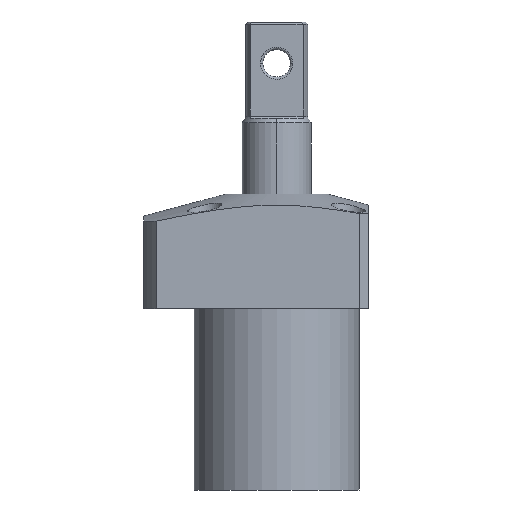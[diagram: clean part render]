
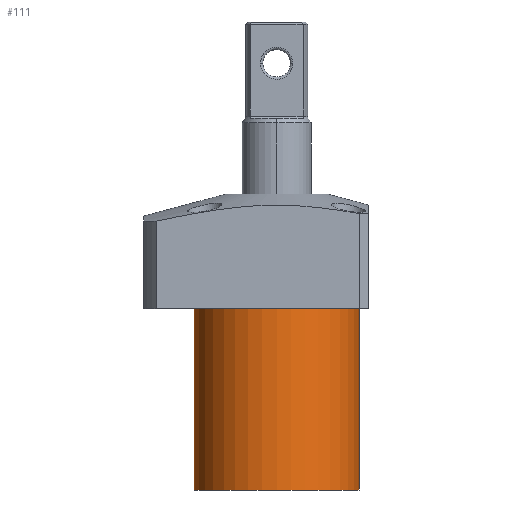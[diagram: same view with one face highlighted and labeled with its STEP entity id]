
A CAD part, front view. The second image highlights one B-rep face of the part: STEP entity #111.
In plain terms, the highlighted cylindrical face has radius 18 mm (diameter 36 mm), a partial arc.
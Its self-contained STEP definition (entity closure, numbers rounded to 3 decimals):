
#111 = ADVANCED_FACE ( 'NONE', ( #2883 ), #3032, .T. ) ;
#162 = EDGE_CURVE ( 'NONE', #1505, #1868, #2659, .T. ) ;
#264 = EDGE_CURVE ( 'NONE', #1868, #1682, #1566, .T. ) ;
#538 = VERTEX_POINT ( 'NONE', #2163 ) ;
#541 = CARTESIAN_POINT ( 'NONE',  ( 18., 0., 0. ) ) ;
#676 = AXIS2_PLACEMENT_3D ( 'NONE', #1399, #1147, #915 ) ;
#831 = CARTESIAN_POINT ( 'NONE',  ( 0., 0., -39.5 ) ) ;
#915 = DIRECTION ( 'NONE',  ( 1., 0., 0. ) ) ;
#938 = VECTOR ( 'NONE', #2775, 1000. ) ;
#985 = DIRECTION ( 'NONE',  ( 1., 0., 0. ) ) ;
#1040 = EDGE_LOOP ( 'NONE', ( #3062, #2929, #2279, #3105 ) ) ;
#1123 = CIRCLE ( 'NONE', #1401, 18. ) ;
#1147 = DIRECTION ( 'NONE',  ( 0., 0., -1. ) ) ;
#1202 = DIRECTION ( 'NONE',  ( 0., 0., 1. ) ) ;
#1399 = CARTESIAN_POINT ( 'NONE',  ( 0., 0., 0. ) ) ;
#1401 = AXIS2_PLACEMENT_3D ( 'NONE', #2409, #1202, #985 ) ;
#1505 = VERTEX_POINT ( 'NONE', #1933 ) ;
#1566 = CIRCLE ( 'NONE', #676, 18. ) ;
#1682 = VERTEX_POINT ( 'NONE', #2143 ) ;
#1808 = DIRECTION ( 'NONE',  ( 1., 0., 0. ) ) ;
#1868 = VERTEX_POINT ( 'NONE', #541 ) ;
#1891 = DIRECTION ( 'NONE',  ( 0., 0., 1. ) ) ;
#1933 = CARTESIAN_POINT ( 'NONE',  ( 18., 0., -39.5 ) ) ;
#1934 = EDGE_CURVE ( 'NONE', #538, #1682, #2506, .T. ) ;
#2121 = CARTESIAN_POINT ( 'NONE',  ( -18., 0., -39.5 ) ) ;
#2143 = CARTESIAN_POINT ( 'NONE',  ( -18., 0., 0. ) ) ;
#2163 = CARTESIAN_POINT ( 'NONE',  ( -18., 0., -39.5 ) ) ;
#2279 = ORIENTED_EDGE ( 'NONE', *, *, #162, .T. ) ;
#2291 = CARTESIAN_POINT ( 'NONE',  ( 18., 0., -39.5 ) ) ;
#2350 = VECTOR ( 'NONE', #1891, 1000. ) ;
#2409 = CARTESIAN_POINT ( 'NONE',  ( 0., 0., -39.5 ) ) ;
#2506 = LINE ( 'NONE', #2121, #2350 ) ;
#2659 = LINE ( 'NONE', #2291, #938 ) ;
#2760 = EDGE_CURVE ( 'NONE', #538, #1505, #1123, .T. ) ;
#2775 = DIRECTION ( 'NONE',  ( 0., 0., 1. ) ) ;
#2872 = AXIS2_PLACEMENT_3D ( 'NONE', #831, #3000, #1808 ) ;
#2883 = FACE_OUTER_BOUND ( 'NONE', #1040, .T. ) ;
#2929 = ORIENTED_EDGE ( 'NONE', *, *, #2760, .T. ) ;
#3000 = DIRECTION ( 'NONE',  ( 0., 0., 1. ) ) ;
#3032 = CYLINDRICAL_SURFACE ( 'NONE', #2872, 18. ) ;
#3062 = ORIENTED_EDGE ( 'NONE', *, *, #1934, .F. ) ;
#3105 = ORIENTED_EDGE ( 'NONE', *, *, #264, .T. ) ;
